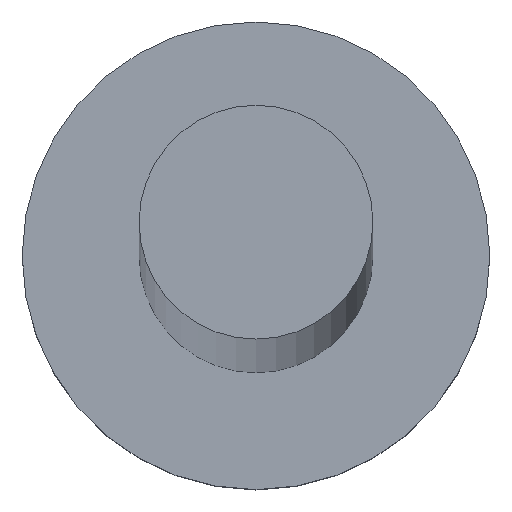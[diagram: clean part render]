
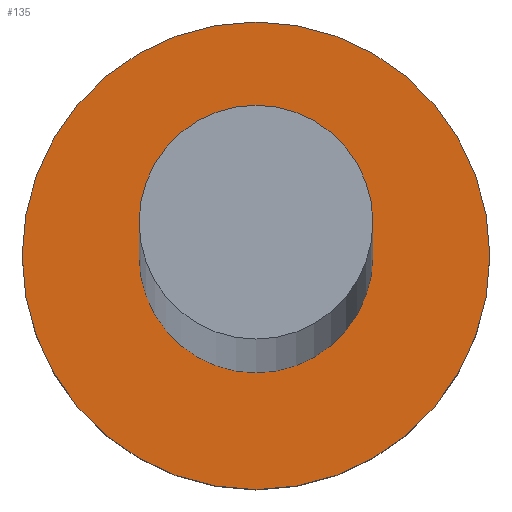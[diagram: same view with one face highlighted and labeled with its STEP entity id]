
A CAD part, top view. The second image highlights one B-rep face of the part: STEP entity #135.
In plain terms, the highlighted planar face has unit normal (0, 0, 1).
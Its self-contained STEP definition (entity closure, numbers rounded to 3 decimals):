
#4 = VERTEX_POINT ( 'NONE', #57 ) ;
#5 = CARTESIAN_POINT ( 'NONE',  ( 0., 0., 5. ) ) ;
#14 = EDGE_CURVE ( 'NONE', #4, #248, #201, .T. ) ;
#19 = AXIS2_PLACEMENT_3D ( 'NONE', #5, #117, #180 ) ;
#22 = CARTESIAN_POINT ( 'NONE',  ( 0., 0., 5. ) ) ;
#26 = ORIENTED_EDGE ( 'NONE', *, *, #230, .F. ) ;
#29 = AXIS2_PLACEMENT_3D ( 'NONE', #22, #199, #220 ) ;
#41 = CARTESIAN_POINT ( 'NONE',  ( -3., 0., 5. ) ) ;
#43 = ORIENTED_EDGE ( 'NONE', *, *, #154, .T. ) ;
#45 = CARTESIAN_POINT ( 'NONE',  ( 3., 0., 5. ) ) ;
#56 = ORIENTED_EDGE ( 'NONE', *, *, #14, .T. ) ;
#57 = CARTESIAN_POINT ( 'NONE',  ( 6., 0., 5. ) ) ;
#60 = FACE_BOUND ( 'NONE', #88, .T. ) ;
#63 = CIRCLE ( 'NONE', #223, 6. ) ;
#64 = DIRECTION ( 'NONE',  ( 0., 0., 1. ) ) ;
#66 = EDGE_CURVE ( 'NONE', #182, #144, #221, .T. ) ;
#70 = DIRECTION ( 'NONE',  ( 1., 0., 0. ) ) ;
#74 = DIRECTION ( 'NONE',  ( 0., 0., 1. ) ) ;
#88 = EDGE_LOOP ( 'NONE', ( #100, #26 ) ) ;
#96 = CIRCLE ( 'NONE', #216, 3. ) ;
#100 = ORIENTED_EDGE ( 'NONE', *, *, #66, .F. ) ;
#110 = CARTESIAN_POINT ( 'NONE',  ( 0., 0., 5. ) ) ;
#113 = DIRECTION ( 'NONE',  ( 1., 0., 0. ) ) ;
#115 = DIRECTION ( 'NONE',  ( 1., 0., 0. ) ) ;
#117 = DIRECTION ( 'NONE',  ( 0., 0., 1. ) ) ;
#121 = AXIS2_PLACEMENT_3D ( 'NONE', #168, #64, #70 ) ;
#129 = FACE_OUTER_BOUND ( 'NONE', #234, .T. ) ;
#134 = DIRECTION ( 'NONE',  ( 0., 0., 1. ) ) ;
#135 = ADVANCED_FACE ( 'NONE', ( #60, #129 ), #171, .T. ) ;
#144 = VERTEX_POINT ( 'NONE', #45 ) ;
#154 = EDGE_CURVE ( 'NONE', #248, #4, #63, .T. ) ;
#155 = CARTESIAN_POINT ( 'NONE',  ( 0., 0., 5. ) ) ;
#168 = CARTESIAN_POINT ( 'NONE',  ( 0., 0., 5. ) ) ;
#171 = PLANE ( 'NONE',  #19 ) ;
#177 = CARTESIAN_POINT ( 'NONE',  ( -6., 0., 5. ) ) ;
#180 = DIRECTION ( 'NONE',  ( 1., 0., 0. ) ) ;
#182 = VERTEX_POINT ( 'NONE', #41 ) ;
#199 = DIRECTION ( 'NONE',  ( 0., 0., 1. ) ) ;
#201 = CIRCLE ( 'NONE', #29, 6. ) ;
#216 = AXIS2_PLACEMENT_3D ( 'NONE', #155, #74, #115 ) ;
#220 = DIRECTION ( 'NONE',  ( 1., 0., 0. ) ) ;
#221 = CIRCLE ( 'NONE', #121, 3. ) ;
#223 = AXIS2_PLACEMENT_3D ( 'NONE', #110, #134, #113 ) ;
#230 = EDGE_CURVE ( 'NONE', #144, #182, #96, .T. ) ;
#234 = EDGE_LOOP ( 'NONE', ( #43, #56 ) ) ;
#248 = VERTEX_POINT ( 'NONE', #177 ) ;
